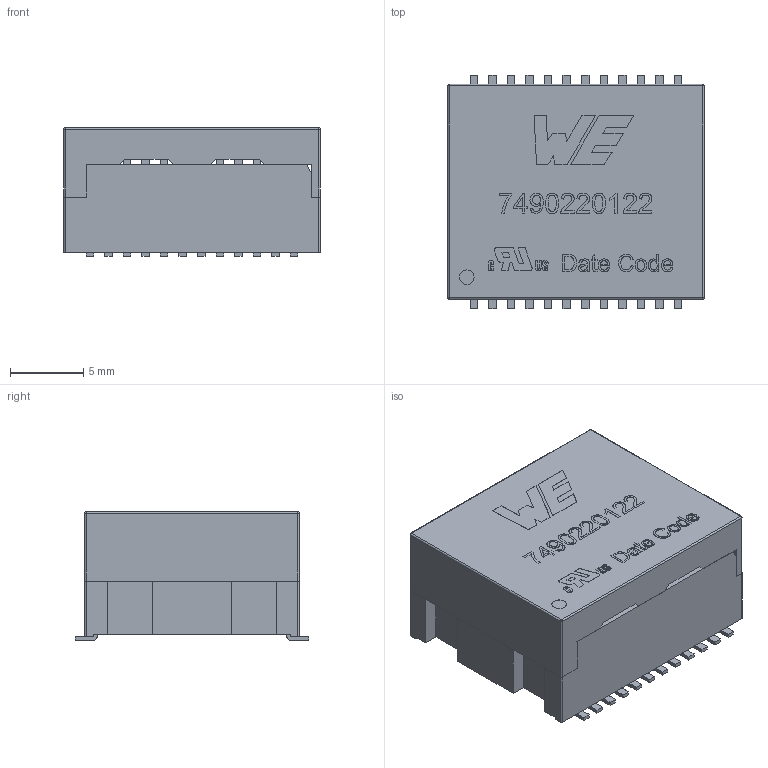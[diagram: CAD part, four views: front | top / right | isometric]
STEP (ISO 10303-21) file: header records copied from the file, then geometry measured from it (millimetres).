
FILE_DESCRIPTION(/* description */ ('Unknown','CAx-IF Rec.Pracs.---Representation and Presentation of Product Manufacturing Information (PMI)---4.0---2014-10-13','CAx-IF Rec.Pracs.---3D Tessellated Geometry---0.4---2014-09-14','2;1'),/* implementation_level */ '2;1');
FILE_NAME(/* name */ '7490220122',/* time_stamp */ '2023-04-28T16:34:37+08:00',/* author */ ('Unknown'),/* organization */ ('Unknown'),/* preprocessor_version */ 'ST-DEVELOPER v16.7',/* originating_system */ 'Solid Edge',/* authorisation */ 'Unknown');
FILE_SCHEMA (('AP242_MANAGED_MODEL_BASED_3D_ENGINEERING_MIM_LF { 1 0 10303 442 1 1 4 }'));
Length unit declared in the file: millimetre
Products named in the file (4): 7490220122; Pins; Base; ShieldCover
Assembly tree (3 placements, depth 2):
  7490220122
    Pins
    Base
    ShieldCover
Bounding box: 17.55 x 16 x 8.8 mm (x, y, z)
Volume: 834.4 mm3; surface area: 2952.9 mm2
Topology: 50 solids, 50 shells, 1011 faces, 2606 edges, 1728 vertices
Faces by surface type: plane 827, cylinder 139, bspline 41, sphere 4
Full cylindrical faces by diameter (mm): 1 x1
Entity records: 36653 total; most frequent: CARTESIAN_POINT 8147, ORIENTED_EDGE 5186, DIRECTION 4601, EDGE_CURVE 2593, LINE 2097, VECTOR 2097, VERTEX_POINT 1728, AXIS2_PLACEMENT_3D 1252
